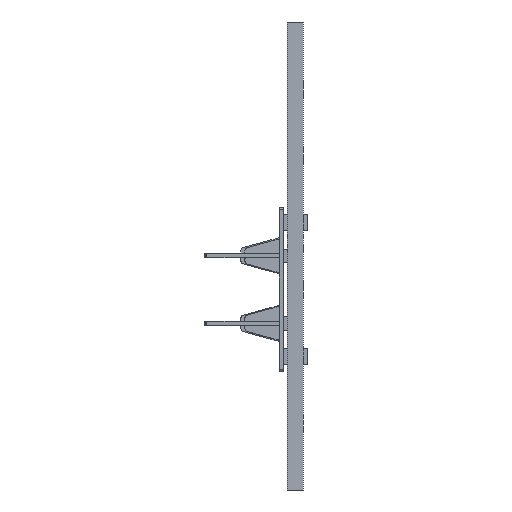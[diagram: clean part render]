
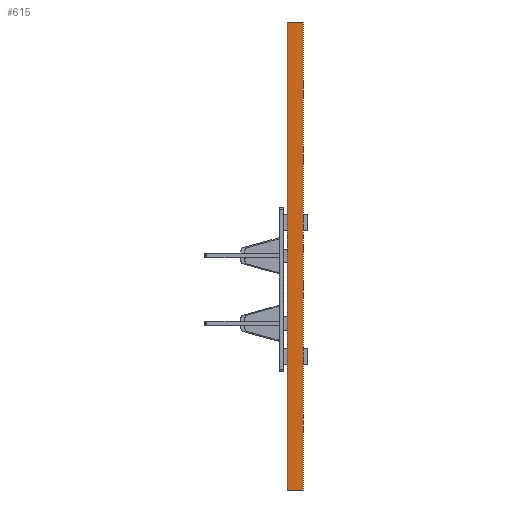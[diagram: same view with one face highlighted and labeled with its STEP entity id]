
A CAD part, front view. The second image highlights one B-rep face of the part: STEP entity #615.
In plain terms, the highlighted planar face has unit normal (0, -1, 0).
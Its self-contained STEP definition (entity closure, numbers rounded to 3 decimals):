
#615=ADVANCED_FACE('',(#972),#974,.F.);
#972=FACE_BOUND('',#973,.T.);
#973=EDGE_LOOP('',(#3675,#3676,#3677,#3678));
#974=PLANE('',#975);
#975=AXIS2_PLACEMENT_3D('',#976,#977,#978);
#976=CARTESIAN_POINT('',(0.,-50.,12.));
#977=DIRECTION('',(0.,1.,0.));
#978=DIRECTION('',(0.,0.,1.));
#3675=ORIENTED_EDGE('',*,*,#5737,.T.);
#3676=ORIENTED_EDGE('',*,*,#5738,.F.);
#3677=ORIENTED_EDGE('',*,*,#5739,.F.);
#3678=ORIENTED_EDGE('',*,*,#5740,.T.);
#5737=EDGE_CURVE('',#6768,#6769,#6770,.T.);
#5738=EDGE_CURVE('',#6771,#6769,#6772,.T.);
#5739=EDGE_CURVE('',#6773,#6771,#6774,.T.);
#5740=EDGE_CURVE('',#6773,#6768,#6775,.T.);
#6768=VERTEX_POINT('',#8493);
#6769=VERTEX_POINT('',#8494);
#6770=LINE('',#8495,#8496);
#6771=VERTEX_POINT('',#8498);
#6772=LINE('',#8499,#8500);
#6773=VERTEX_POINT('',#8502);
#6774=LINE('',#8503,#8504);
#6775=LINE('',#8506,#8507);
#8493=CARTESIAN_POINT('',(-100.,-50.,0.));
#8494=CARTESIAN_POINT('',(250.,-50.,0.));
#8495=CARTESIAN_POINT('',(-100.,-50.,0.));
#8496=VECTOR('',#8497,1.);
#8497=DIRECTION('',(1.,0.,0.));
#8498=CARTESIAN_POINT('',(250.,-50.,12.));
#8499=CARTESIAN_POINT('',(250.,-50.,12.));
#8500=VECTOR('',#8501,1.);
#8501=DIRECTION('',(0.,0.,-1.));
#8502=CARTESIAN_POINT('',(-100.,-50.,12.));
#8503=CARTESIAN_POINT('',(-100.,-50.,12.));
#8504=VECTOR('',#8505,1.);
#8505=DIRECTION('',(1.,0.,0.));
#8506=CARTESIAN_POINT('',(-100.,-50.,12.));
#8507=VECTOR('',#8508,1.);
#8508=DIRECTION('',(0.,0.,-1.));
